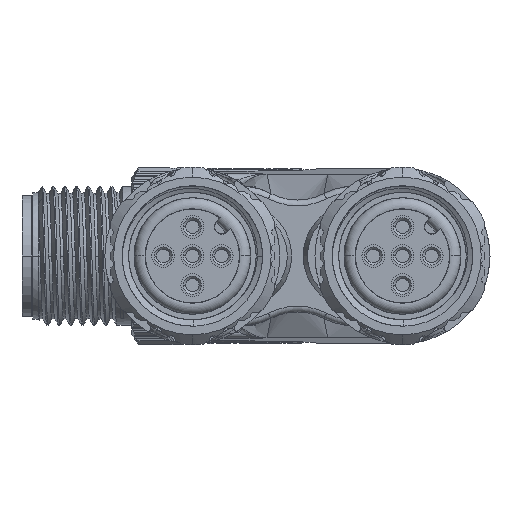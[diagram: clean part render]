
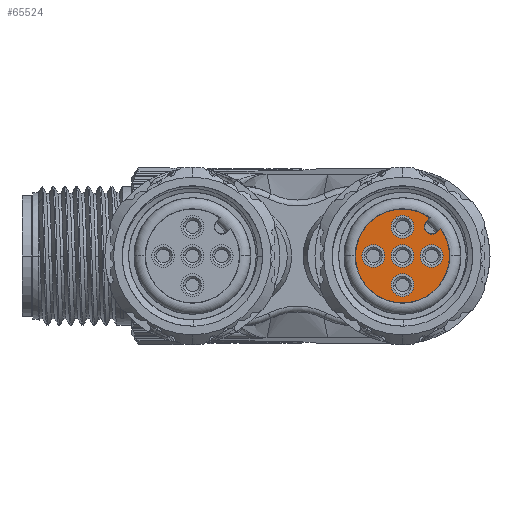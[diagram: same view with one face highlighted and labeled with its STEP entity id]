
A CAD part, left-side view. The second image highlights one B-rep face of the part: STEP entity #65524.
In plain terms, the highlighted planar face has unit normal (-1, 0, 0).
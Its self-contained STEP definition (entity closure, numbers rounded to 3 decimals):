
#23684=CARTESIAN_POINT('',(-127.6,-10.594,3.266));
#23723=DIRECTION('',(0.,0.707,-0.707));
#23724=VECTOR('',#23723,0.392);
#23725=CARTESIAN_POINT('',(-127.6,-10.594,3.266));
#23726=LINE('',#23725,#23724);
#23727=CARTESIAN_POINT('',(-127.6,-10.778,2.528));
#23728=DIRECTION('',(-1.,0.,0.));
#23729=DIRECTION('',(0.,0.707,0.707));
#23730=AXIS2_PLACEMENT_3D('',#23727,#23728,#23729);
#23732=CARTESIAN_POINT('',(-127.6,-10.778,2.528));
#23733=DIRECTION('',(-1.,0.,0.));
#23734=DIRECTION('',(0.,0.,-1.));
#23735=AXIS2_PLACEMENT_3D('',#23732,#23733,#23734);
#23737=DIRECTION('',(0.,-0.707,0.707));
#23738=VECTOR('',#23737,0.392);
#23739=CARTESIAN_POINT('',(-127.6,-11.239,2.067));
#23740=LINE('',#23739,#23738);
#23741=CARTESIAN_POINT('',(-127.6,-8.25,0.));
#23742=DIRECTION('',(1.,0.,0.));
#23743=DIRECTION('',(0.,-0.812,0.583));
#23744=AXIS2_PLACEMENT_3D('',#23741,#23742,#23743);
#23746=CARTESIAN_POINT('',(-127.6,-8.25,0.));
#23747=DIRECTION('',(1.,0.,0.));
#23748=DIRECTION('',(0.,0.,-1.));
#23749=AXIS2_PLACEMENT_3D('',#23746,#23747,#23748);
#23751=CARTESIAN_POINT('',(-127.6,-8.25,0.));
#23752=DIRECTION('',(1.,0.,0.));
#23753=DIRECTION('',(0.,0.,1.));
#23754=AXIS2_PLACEMENT_3D('',#23751,#23752,#23753);
#23756=CARTESIAN_POINT('',(-127.6,-8.25,2.5));
#23757=DIRECTION('',(-1.,0.,0.));
#23758=DIRECTION('',(0.,-1.,0.));
#23759=AXIS2_PLACEMENT_3D('',#23756,#23757,#23758);
#23761=CARTESIAN_POINT('',(-127.6,-8.25,2.5));
#23762=DIRECTION('',(-1.,0.,0.));
#23763=DIRECTION('',(0.,1.,0.));
#23764=AXIS2_PLACEMENT_3D('',#23761,#23762,#23763);
#23766=CARTESIAN_POINT('',(-127.6,-10.75,0.));
#23767=DIRECTION('',(-1.,0.,0.));
#23768=DIRECTION('',(0.,-1.,0.));
#23769=AXIS2_PLACEMENT_3D('',#23766,#23767,#23768);
#23771=CARTESIAN_POINT('',(-127.6,-10.75,0.));
#23772=DIRECTION('',(-1.,0.,0.));
#23773=DIRECTION('',(0.,1.,0.));
#23774=AXIS2_PLACEMENT_3D('',#23771,#23772,#23773);
#23776=CARTESIAN_POINT('',(-127.6,-8.25,-2.5));
#23777=DIRECTION('',(-1.,0.,0.));
#23778=DIRECTION('',(0.,-1.,0.));
#23779=AXIS2_PLACEMENT_3D('',#23776,#23777,#23778);
#23781=CARTESIAN_POINT('',(-127.6,-8.25,-2.5));
#23782=DIRECTION('',(-1.,0.,0.));
#23783=DIRECTION('',(0.,1.,0.));
#23784=AXIS2_PLACEMENT_3D('',#23781,#23782,#23783);
#23786=CARTESIAN_POINT('',(-127.6,-5.75,0.));
#23787=DIRECTION('',(-1.,0.,0.));
#23788=DIRECTION('',(0.,-1.,0.));
#23789=AXIS2_PLACEMENT_3D('',#23786,#23787,#23788);
#23791=CARTESIAN_POINT('',(-127.6,-5.75,0.));
#23792=DIRECTION('',(-1.,0.,0.));
#23793=DIRECTION('',(0.,1.,0.));
#23794=AXIS2_PLACEMENT_3D('',#23791,#23792,#23793);
#23796=CARTESIAN_POINT('',(-127.6,-8.25,0.));
#23797=DIRECTION('',(-1.,0.,0.));
#23798=DIRECTION('',(0.,1.,0.));
#23799=AXIS2_PLACEMENT_3D('',#23796,#23797,#23798);
#23801=CARTESIAN_POINT('',(-127.6,-8.25,0.));
#23802=DIRECTION('',(-1.,0.,0.));
#23803=DIRECTION('',(0.,-1.,0.));
#23804=AXIS2_PLACEMENT_3D('',#23801,#23802,#23803);
#27567=VERTEX_POINT('',#23684);
#27568=CARTESIAN_POINT('',(-127.6,-8.25,4.02));
#27569=VERTEX_POINT('',#27568);
#27570=CARTESIAN_POINT('',(-127.6,-8.25,-4.02));
#27571=VERTEX_POINT('',#27570);
#27572=CARTESIAN_POINT('',(-127.6,-11.516,2.344));
#27573=VERTEX_POINT('',#27572);
#27574=CARTESIAN_POINT('',(-127.6,-10.317,2.989));
#27575=VERTEX_POINT('',#27574);
#27576=CARTESIAN_POINT('',(-127.6,-11.239,2.067));
#27577=VERTEX_POINT('',#27576);
#27578=CARTESIAN_POINT('',(-127.6,-10.778,1.876));
#27579=VERTEX_POINT('',#27578);
#27582=CARTESIAN_POINT('',(-127.6,-9.23,2.5));
#27583=CARTESIAN_POINT('',(-127.6,-7.27,2.5));
#27584=VERTEX_POINT('',#27582);
#27585=VERTEX_POINT('',#27583);
#27586=CARTESIAN_POINT('',(-127.6,-11.73,0.));
#27587=CARTESIAN_POINT('',(-127.6,-9.77,0.));
#27588=VERTEX_POINT('',#27586);
#27589=VERTEX_POINT('',#27587);
#27590=CARTESIAN_POINT('',(-127.6,-9.23,-2.5));
#27591=CARTESIAN_POINT('',(-127.6,-7.27,-2.5));
#27592=VERTEX_POINT('',#27590);
#27593=VERTEX_POINT('',#27591);
#27594=CARTESIAN_POINT('',(-127.6,-6.73,0.));
#27595=CARTESIAN_POINT('',(-127.6,-4.77,0.));
#27596=VERTEX_POINT('',#27594);
#27597=VERTEX_POINT('',#27595);
#27598=CARTESIAN_POINT('',(-127.6,-7.27,0.));
#27599=CARTESIAN_POINT('',(-127.6,-9.23,0.));
#27600=VERTEX_POINT('',#27598);
#27601=VERTEX_POINT('',#27599);
#65480=CARTESIAN_POINT('',(-127.6,-8.25,0.));
#65481=DIRECTION('',(1.,0.,0.));
#65482=DIRECTION('',(0.,0.,1.));
#65483=AXIS2_PLACEMENT_3D('',#65480,#65481,#65482);
#65484=PLANE('',#65483);
#65485=ORIENTED_EDGE('',*,*,#65440,.T.);
#65486=ORIENTED_EDGE('',*,*,#65456,.T.);
#65487=ORIENTED_EDGE('',*,*,#65454,.T.);
#65488=ORIENTED_EDGE('',*,*,#65474,.T.);
#65489=ORIENTED_EDGE('',*,*,#65422,.T.);
#65490=ORIENTED_EDGE('',*,*,#65420,.T.);
#65491=ORIENTED_EDGE('',*,*,#65418,.T.);
#65492=EDGE_LOOP('',(#65485,#65486,#65487,#65488,#65489,#65490,#65491));
#65493=FACE_OUTER_BOUND('',#65492,.F.);
#65495=ORIENTED_EDGE('',*,*,#65494,.T.);
#65497=ORIENTED_EDGE('',*,*,#65496,.T.);
#65498=EDGE_LOOP('',(#65495,#65497));
#65499=FACE_BOUND('',#65498,.F.);
#65501=ORIENTED_EDGE('',*,*,#65500,.T.);
#65503=ORIENTED_EDGE('',*,*,#65502,.T.);
#65504=EDGE_LOOP('',(#65501,#65503));
#65505=FACE_BOUND('',#65504,.F.);
#65507=ORIENTED_EDGE('',*,*,#65506,.T.);
#65509=ORIENTED_EDGE('',*,*,#65508,.T.);
#65510=EDGE_LOOP('',(#65507,#65509));
#65511=FACE_BOUND('',#65510,.F.);
#65513=ORIENTED_EDGE('',*,*,#65512,.T.);
#65515=ORIENTED_EDGE('',*,*,#65514,.T.);
#65516=EDGE_LOOP('',(#65513,#65515));
#65517=FACE_BOUND('',#65516,.F.);
#65519=ORIENTED_EDGE('',*,*,#65518,.T.);
#65521=ORIENTED_EDGE('',*,*,#65520,.T.);
#65522=EDGE_LOOP('',(#65519,#65521));
#65523=FACE_BOUND('',#65522,.F.);
#65524=ADVANCED_FACE('',(#65493,#65499,#65505,#65511,#65517,#65523),#65484,.F.);
#23731=CIRCLE('',#23730,0.652);
#23736=CIRCLE('',#23735,0.652);
#23745=CIRCLE('',#23744,4.02);
#23750=CIRCLE('',#23749,4.02);
#23755=CIRCLE('',#23754,4.02);
#23760=CIRCLE('',#23759,0.98);
#23765=CIRCLE('',#23764,0.98);
#23770=CIRCLE('',#23769,0.98);
#23775=CIRCLE('',#23774,0.98);
#23780=CIRCLE('',#23779,0.98);
#23785=CIRCLE('',#23784,0.98);
#23790=CIRCLE('',#23789,0.98);
#23795=CIRCLE('',#23794,0.98);
#23800=CIRCLE('',#23799,0.98);
#23805=CIRCLE('',#23804,0.98);
#65418=EDGE_CURVE('',#27569,#27567,#23755,.T.);
#65420=EDGE_CURVE('',#27571,#27569,#23750,.T.);
#65422=EDGE_CURVE('',#27573,#27571,#23745,.T.);
#65440=EDGE_CURVE('',#27567,#27575,#23726,.T.);
#65454=EDGE_CURVE('',#27579,#27577,#23736,.T.);
#65456=EDGE_CURVE('',#27575,#27579,#23731,.T.);
#65474=EDGE_CURVE('',#27577,#27573,#23740,.T.);
#65494=EDGE_CURVE('',#27584,#27585,#23760,.T.);
#65496=EDGE_CURVE('',#27585,#27584,#23765,.T.);
#65500=EDGE_CURVE('',#27588,#27589,#23770,.T.);
#65502=EDGE_CURVE('',#27589,#27588,#23775,.T.);
#65506=EDGE_CURVE('',#27592,#27593,#23780,.T.);
#65508=EDGE_CURVE('',#27593,#27592,#23785,.T.);
#65512=EDGE_CURVE('',#27596,#27597,#23790,.T.);
#65514=EDGE_CURVE('',#27597,#27596,#23795,.T.);
#65518=EDGE_CURVE('',#27600,#27601,#23800,.T.);
#65520=EDGE_CURVE('',#27601,#27600,#23805,.T.);
